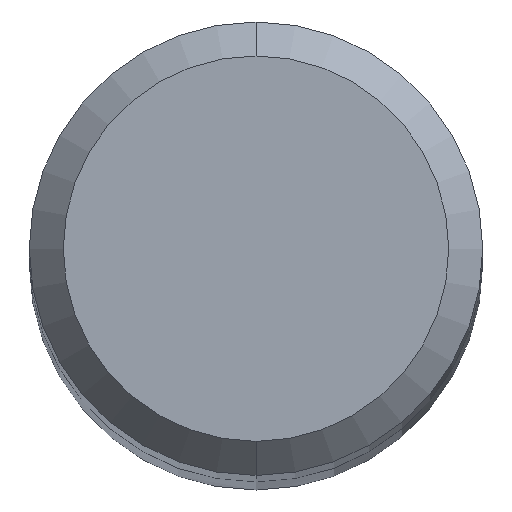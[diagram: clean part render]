
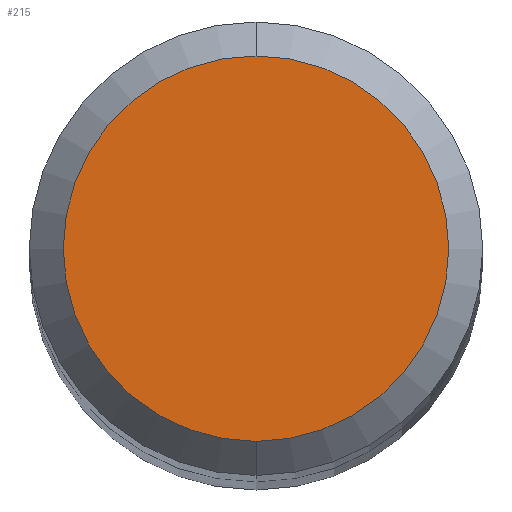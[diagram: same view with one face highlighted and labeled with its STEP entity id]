
A CAD part, top view. The second image highlights one B-rep face of the part: STEP entity #215.
In plain terms, the highlighted planar face has unit normal (0, 0, 1).
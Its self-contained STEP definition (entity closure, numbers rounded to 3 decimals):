
#211=VERTEX_POINT('',#474);
#215=ADVANCED_FACE('',(#478),#479,.T.);
#217=VERTEX_POINT('',#481);
#269=EDGE_CURVE('',#217,#211,#540,.T.);
#299=EDGE_CURVE('',#211,#217,#573,.T.);
#474=CARTESIAN_POINT('',(0.0,1.7,30.0));
#478=FACE_OUTER_BOUND('',#832,.T.);
#479=PLANE('',#833);
#481=CARTESIAN_POINT('',(0.,-1.7,30.0));
#540=CIRCLE('',#991,1.7);
#573=CIRCLE('',#1049,1.7);
#832=EDGE_LOOP('',(#1345,#1346));
#833=AXIS2_PLACEMENT_3D('',#1347,#1348,#1349);
#991=AXIS2_PLACEMENT_3D('',#1419,#1420,#1421);
#1049=AXIS2_PLACEMENT_3D('',#1452,#1453,#1454);
#1345=ORIENTED_EDGE('',*,*,#299,.F.);
#1346=ORIENTED_EDGE('',*,*,#269,.F.);
#1347=CARTESIAN_POINT('',(0.0,0.85,30.0));
#1348=DIRECTION('',(0.0,0.0,1.0));
#1349=DIRECTION('',(0.0,-1.0,0.0));
#1419=CARTESIAN_POINT('',(0.0,0.0,30.0));
#1420=DIRECTION('',(0.0,0.0,-1.0));
#1421=DIRECTION('',(0.0,1.0,0.0));
#1452=CARTESIAN_POINT('',(0.0,0.0,30.0));
#1453=DIRECTION('',(0.0,0.0,-1.0));
#1454=DIRECTION('',(0.0,1.0,0.0));
